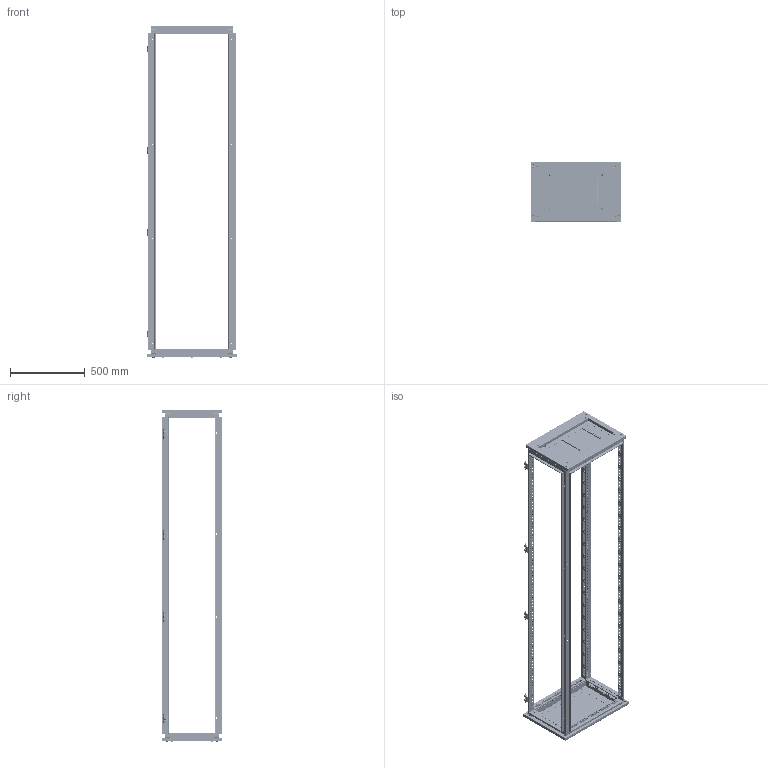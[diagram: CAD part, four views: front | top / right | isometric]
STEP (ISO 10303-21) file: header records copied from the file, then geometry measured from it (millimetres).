
FILE_DESCRIPTION (( 'STEP AP203' ), '1' );
FILE_NAME ('R5KTB46+R5KMDR22.step', '2011-02-16T15:05:19', ( 'User' ), ( 'DKC' ), 'SwSTEP 2.0', 'SolidWorks 2010', '' );
FILE_SCHEMA (( 'CONFIG_CONTROL_DESIGN' ));
Products named in the file (29): R5KTB46+R5KMDR22; Assem base_KTB46; Lamiera trasversale per fondo da_400; Lamiera laterale per fondo da_600; Fondo per quadro da_400x95; Fondo per quadro da_400x195; Traversa inferiore tenuta fondo_600; Capscrew with recessed hexahedron M6 x 10_ISO 4762 M6 x 10 --- 10S; Flange nut M6_ISO 7044-M6-S; Acc00c561_Default; Assem roof_KTB46; sealant for base_400x600; Traversa laterale per quadro prof_600; Traversa frontale per quadro largh._400; AC00C469S_Default; AC00C469D_Default; Button head screw with recessed hexahedron M12 x 20 _ISO 7380 - M12 x 20 --- 20S; Sviluppo tetto per risalita cavi da_400x600; Flangia apertura tetto per risalita cavi_400x600; Rounded head screw with cross slot M6 x 12_ISO 7045 - M6 x 12 - Z --- 12S; Dado gabbia 11x11 M6; gabbia M6_Default; dado quadrato 11x11 M6_Default; sealant for roof_400x600; land; end-cap; Montante per quadro_2200; cerniera DAE_Default; AC00C254_Default
Assembly tree (78 placements, depth 4):
  R5KTB46+R5KMDR22
    AC00C254_Default  x4
    Montante per quadro_2200  x4
    cerniera DAE_Default  x4
    Assem roof_KTB46
      Button head screw with recessed hexahedron M12 x 20 _ISO 7380 - M12 x 20 --- 20S  x4
      Rounded head screw with cross slot M6 x 12_ISO 7045 - M6 x 12 - Z --- 12S  x6
      Dado gabbia 11x11 M6  x6
        gabbia M6_Default
        dado quadrato 11x11 M6_Default
      AC00C469D_Default  x2
      Flangia apertura tetto per risalita cavi_400x600
      Traversa frontale per quadro largh._400  x2
      Sviluppo tetto per risalita cavi da_400x600
      Traversa laterale per quadro prof_600  x2
      sealant for roof_400x600
      AC00C469S_Default  x2
      land
      sealant for base_400x600
      end-cap
    Assem base_KTB46
      AC00C469D_Default  x2
      Acc00c561_Default  x6
      Lamiera laterale per fondo da_600  x2
      Flange nut M6_ISO 7044-M6-S  x4
      Lamiera trasversale per fondo da_400  x2
      Traversa inferiore tenuta fondo_600  x2
      Capscrew with recessed hexahedron M6 x 10_ISO 4762 M6 x 10 --- 10S  x4
      Traversa frontale per quadro largh._400  x2
      Traversa laterale per quadro prof_600  x2
      Fondo per quadro da_400x195  x2
      AC00C469S_Default  x2
      sealant for base_400x600
      Fondo per quadro da_400x95
Bounding box: 599 x 400.5 x 2214.1 mm (x, y, z)
Volume: 4950139.3 mm3; surface area: 5987012.1 mm2
Topology: 81 solids, 81 shells, 14514 faces, 39011 edges, 24855 vertices
Faces by surface type: plane 7755, cylinder 4260, cone 1592, bspline 551, torus 248, sphere 108
Entity records: 146417 total; most frequent: CARTESIAN_POINT 38144, ORIENTED_EDGE 22254, DIRECTION 20639, EDGE_CURVE 11127, VERTEX_POINT 7121, LINE 6937, VECTOR 6937, AXIS2_PLACEMENT_3D 6851
